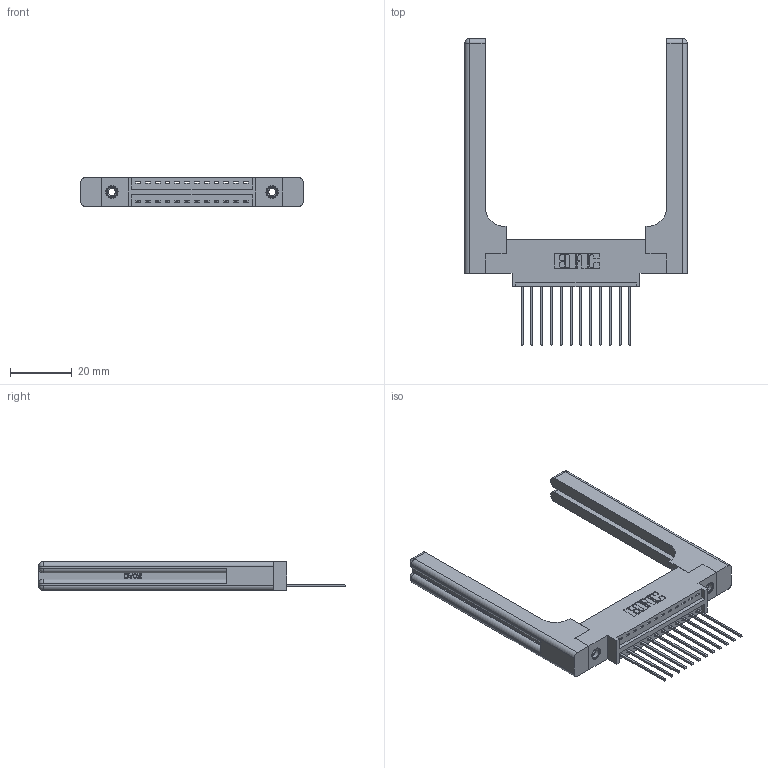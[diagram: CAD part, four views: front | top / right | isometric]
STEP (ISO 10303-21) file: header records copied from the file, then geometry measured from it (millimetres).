
FILE_DESCRIPTION (( 'STEP AP203' ), '1' );
FILE_NAME ('396-012-541-658.STEP', '2019-10-26T15:48:29', ( '' ), ( '' ), 'SwSTEP 2.0', 'SolidWorks 2016', '' );
FILE_SCHEMA (( 'CONFIG_CONTROL_DESIGN' ));
Length unit declared in the file: inch
Products named in the file (5): 346 Part_0.170 Offset - 0.156 Dia-TH; 396-012-541-658; 345-292-001_345-293-141; 346-220-058_345-220-058; 345-250-001_345-250-001-102
Assembly tree (17 placements, depth 2):
  396-012-541-658
    346 Part_0.170 Offset - 0.156 Dia-TH
    345-292-001_345-293-141  x12
    345-250-001_345-250-001-102  x2
    346-220-058_345-220-058  x2
Bounding box: 72.16 x 99.57 x 9.4 mm (x, y, z)
Volume: 14104.1 mm3; surface area: 13474 mm2
Topology: 17 solids, 17 shells, 1078 faces, 3119 edges, 2042 vertices
Faces by surface type: plane 708, cylinder 310, bspline 36, cone 12, sphere 8, torus 4
Entity records: 16818 total; most frequent: CARTESIAN_POINT 3873, ORIENTED_EDGE 2616, DIRECTION 2384, EDGE_CURVE 1308, LINE 1036, VECTOR 1036, VERTEX_POINT 862, AXIS2_PLACEMENT_3D 674
